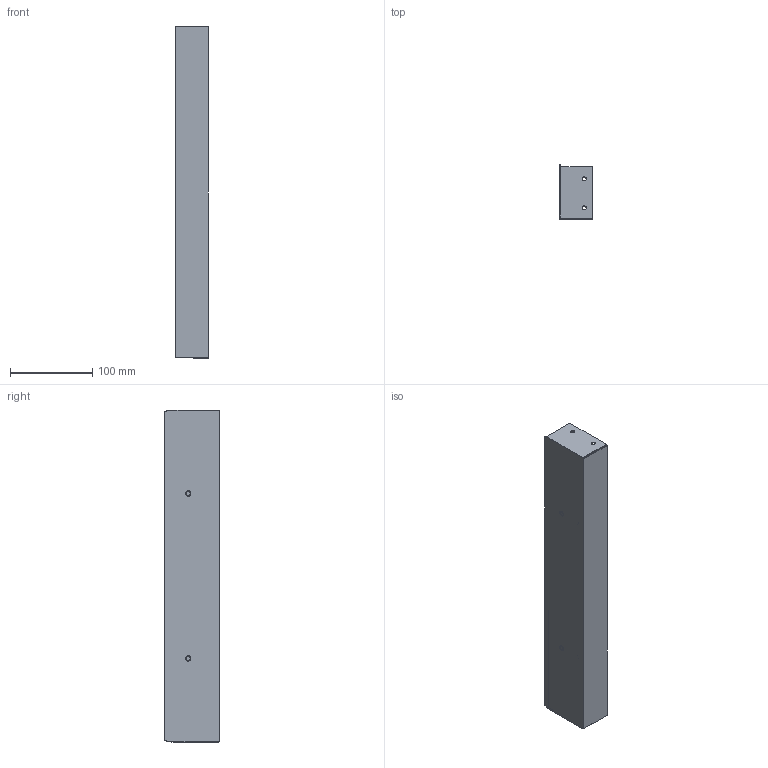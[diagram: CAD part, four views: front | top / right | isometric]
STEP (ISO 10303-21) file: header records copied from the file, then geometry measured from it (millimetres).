
FILE_DESCRIPTION (( 'STEP AP214' ), '1' );
FILE_NAME ('7403674.STEP', '2019-11-18T13:51:16', ( '' ), ( '' ), 'SwSTEP 2.0', 'SolidWorks 2018', '' );
FILE_SCHEMA (( 'AUTOMOTIVE_DESIGN' ));
Length unit declared in the file: millimetre
Products named in the file (5): 143552_Standard; 35011908_Standard; P_39409373_1_Standard; 7403674; 143553_Standard
Assembly tree (6 placements, depth 2):
  7403674
    143553_Standard
    143552_Standard
    P_39409373_1_Standard  x2
    35011908_Standard  x2
Bounding box: 40 x 67 x 402.5 mm (x, y, z)
Volume: 92325.2 mm3; surface area: 143288.6 mm2
Topology: 6 solids, 6 shells, 380 faces, 1081 edges, 715 vertices
Faces by surface type: plane 336, cylinder 32, cone 8, torus 4
Entity records: 7231 total; most frequent: CARTESIAN_POINT 1396, ORIENTED_EDGE 1212, DIRECTION 1119, EDGE_CURVE 606, VECTOR 447, LINE 447, VERTEX_POINT 401, AXIS2_PLACEMENT_3D 336
